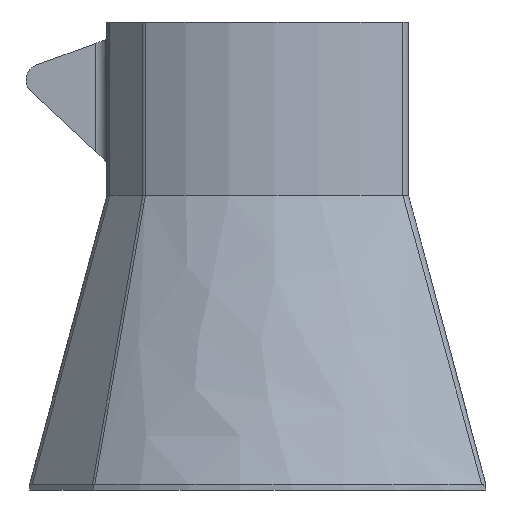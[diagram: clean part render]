
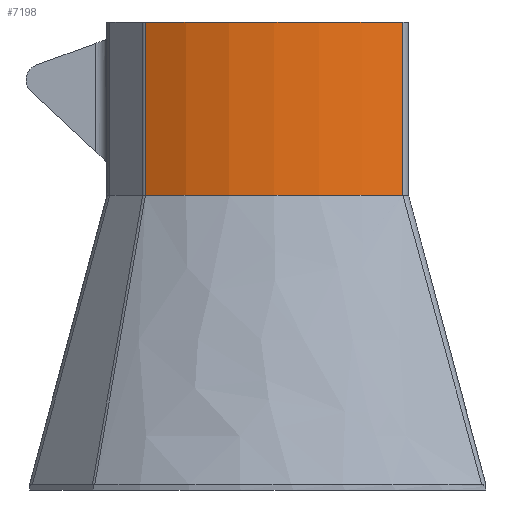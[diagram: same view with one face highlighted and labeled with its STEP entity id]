
A CAD part, left-side view. The second image highlights one B-rep face of the part: STEP entity #7198.
In plain terms, the highlighted cylindrical face has radius 44.433 mm (diameter 88.867 mm), a partial arc.
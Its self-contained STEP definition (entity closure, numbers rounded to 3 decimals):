
#1401 = PLANE('',#1402);
#1402 = AXIS2_PLACEMENT_3D('',#1403,#1404,#1405);
#1403 = CARTESIAN_POINT('',(0.,2.068,30.));
#1404 = DIRECTION('',(0.,0.,1.));
#1405 = DIRECTION('',(1.,0.,0.));
#3564 = VERTEX_POINT('',#3565);
#3565 = CARTESIAN_POINT('',(-34.772,22.431,30.));
#3580 = CYLINDRICAL_SURFACE('',#3581,2.);
#3581 = AXIS2_PLACEMENT_3D('',#3582,#3583,#3584);
#3582 = CARTESIAN_POINT('',(-33.046,21.422,30.));
#3583 = DIRECTION('',(-0.,-0.,-1.));
#3584 = DIRECTION('',(-0.664,0.747,0.));
#3592 = EDGE_CURVE('',#3593,#3564,#3595,.T.);
#3593 = VERTEX_POINT('',#3594);
#3594 = CARTESIAN_POINT('',(-34.967,-22.095,30.));
#3595 = SURFACE_CURVE('',#3596,(#3601,#3612),.PCURVE_S1.);
#3596 = CIRCLE('',#3597,44.433);
#3597 = AXIS2_PLACEMENT_3D('',#3598,#3599,#3600);
#3598 = CARTESIAN_POINT('',(3.583,0.,30.));
#3599 = DIRECTION('',(0.,0.,-1.));
#3600 = DIRECTION('',(1.,0.,0.));
#3601 = PCURVE('',#1401,#3602);
#3602 = DEFINITIONAL_REPRESENTATION('',(#3603),#3611);
#3603 = ( BOUNDED_CURVE() B_SPLINE_CURVE(2,(#3604,#3605,#3606,#3607,
#3608,#3609,#3610),.UNSPECIFIED.,.T.,.F.) B_SPLINE_CURVE_WITH_KNOTS((1,2
    ,2,2,2,1),(-2.094,0.,2.094,4.189,
6.283,8.378),.UNSPECIFIED.) CURVE() 
GEOMETRIC_REPRESENTATION_ITEM() RATIONAL_B_SPLINE_CURVE((1.,0.5,1.,0.5,
1.,0.5,1.)) REPRESENTATION_ITEM('') );
#3604 = CARTESIAN_POINT('',(48.017,-2.068));
#3605 = CARTESIAN_POINT('',(48.017,-79.029));
#3606 = CARTESIAN_POINT('',(-18.633,-40.549));
#3607 = CARTESIAN_POINT('',(-85.283,-2.068));
#3608 = CARTESIAN_POINT('',(-18.633,36.412));
#3609 = CARTESIAN_POINT('',(48.017,74.892));
#3610 = CARTESIAN_POINT('',(48.017,-2.068));
#3611 = ( GEOMETRIC_REPRESENTATION_CONTEXT(2) 
PARAMETRIC_REPRESENTATION_CONTEXT() REPRESENTATION_CONTEXT('2D SPACE',''
  ) );
#3612 = PCURVE('',#3613,#3618);
#3613 = CYLINDRICAL_SURFACE('',#3614,44.433);
#3614 = AXIS2_PLACEMENT_3D('',#3615,#3616,#3617);
#3615 = CARTESIAN_POINT('',(3.583,0.,0.));
#3616 = DIRECTION('',(-0.,-0.,-1.));
#3617 = DIRECTION('',(1.,0.,0.));
#3618 = DEFINITIONAL_REPRESENTATION('',(#3619),#3623);
#3619 = LINE('',#3620,#3621);
#3620 = CARTESIAN_POINT('',(-6.283,-30.));
#3621 = VECTOR('',#3622,1.);
#3622 = DIRECTION('',(1.,-0.));
#3623 = ( GEOMETRIC_REPRESENTATION_CONTEXT(2) 
PARAMETRIC_REPRESENTATION_CONTEXT() REPRESENTATION_CONTEXT('2D SPACE',''
  ) );
#3642 = CYLINDRICAL_SURFACE('',#3643,2.);
#3643 = AXIS2_PLACEMENT_3D('',#3644,#3645,#3646);
#3644 = CARTESIAN_POINT('',(-33.232,-21.1,30.));
#3645 = DIRECTION('',(-0.,-0.,-1.));
#3646 = DIRECTION('',(-0.868,-0.497,0.));
#6796 = EDGE_CURVE('',#3564,#6797,#6799,.T.);
#6797 = VERTEX_POINT('',#6798);
#6798 = CARTESIAN_POINT('',(-34.772,22.431,0.));
#6799 = SURFACE_CURVE('',#6800,(#6804,#6811),.PCURVE_S1.);
#6800 = LINE('',#6801,#6802);
#6801 = CARTESIAN_POINT('',(-34.772,22.431,30.));
#6802 = VECTOR('',#6803,1.);
#6803 = DIRECTION('',(-0.,-0.,-1.));
#6804 = PCURVE('',#3580,#6805);
#6805 = DEFINITIONAL_REPRESENTATION('',(#6806),#6810);
#6806 = LINE('',#6807,#6808);
#6807 = CARTESIAN_POINT('',(-0.315,0.));
#6808 = VECTOR('',#6809,1.);
#6809 = DIRECTION('',(-0.,1.));
#6810 = ( GEOMETRIC_REPRESENTATION_CONTEXT(2) 
PARAMETRIC_REPRESENTATION_CONTEXT() REPRESENTATION_CONTEXT('2D SPACE',''
  ) );
#6811 = PCURVE('',#3613,#6812);
#6812 = DEFINITIONAL_REPRESENTATION('',(#6813),#6817);
#6813 = LINE('',#6814,#6815);
#6814 = CARTESIAN_POINT('',(-2.612,-30.));
#6815 = VECTOR('',#6816,1.);
#6816 = DIRECTION('',(-0.,1.));
#6817 = ( GEOMETRIC_REPRESENTATION_CONTEXT(2) 
PARAMETRIC_REPRESENTATION_CONTEXT() REPRESENTATION_CONTEXT('2D SPACE',''
  ) );
#7198 = ADVANCED_FACE('',(#7199),#3613,.T.);
#7199 = FACE_BOUND('',#7200,.F.);
#7200 = EDGE_LOOP('',(#7201,#7243,#7244,#7245));
#7201 = ORIENTED_EDGE('',*,*,#7202,.T.);
#7202 = EDGE_CURVE('',#7203,#6797,#7205,.T.);
#7203 = VERTEX_POINT('',#7204);
#7204 = CARTESIAN_POINT('',(-34.967,-22.095,0.));
#7205 = SURFACE_CURVE('',#7206,(#7211,#7218),.PCURVE_S1.);
#7206 = CIRCLE('',#7207,44.433);
#7207 = AXIS2_PLACEMENT_3D('',#7208,#7209,#7210);
#7208 = CARTESIAN_POINT('',(3.583,0.,0.));
#7209 = DIRECTION('',(0.,0.,-1.));
#7210 = DIRECTION('',(1.,0.,0.));
#7211 = PCURVE('',#3613,#7212);
#7212 = DEFINITIONAL_REPRESENTATION('',(#7213),#7217);
#7213 = LINE('',#7214,#7215);
#7214 = CARTESIAN_POINT('',(-6.283,0.));
#7215 = VECTOR('',#7216,1.);
#7216 = DIRECTION('',(1.,-0.));
#7217 = ( GEOMETRIC_REPRESENTATION_CONTEXT(2) 
PARAMETRIC_REPRESENTATION_CONTEXT() REPRESENTATION_CONTEXT('2D SPACE',''
  ) );
#7218 = PCURVE('',#7219,#7238);
#7219 = B_SPLINE_SURFACE_WITH_KNOTS('',8,1,(
    (#7220,#7221)
    ,(#7222,#7223)
    ,(#7224,#7225)
    ,(#7226,#7227)
    ,(#7228,#7229)
    ,(#7230,#7231)
    ,(#7232,#7233)
    ,(#7234,#7235)
    ,(#7236,#7237
    )),.UNSPECIFIED.,.F.,.F.,.F.,(9,9),(2,2),(2.567,
    3.825),(0.,1.),.PIECEWISE_BEZIER_KNOTS.);
#7220 = CARTESIAN_POINT('',(-34.609,22.708,0.));
#7221 = CARTESIAN_POINT('',(-44.959,31.434,-50.));
#7222 = CARTESIAN_POINT('',(-37.684,17.537,0.));
#7223 = CARTESIAN_POINT('',(-49.9,23.803,-50.));
#7224 = CARTESIAN_POINT('',(-39.958,11.891,0.));
#7225 = CARTESIAN_POINT('',(-53.471,15.284,-50.));
#7226 = CARTESIAN_POINT('',(-41.346,5.913,0.));
#7227 = CARTESIAN_POINT('',(-55.484,6.165,
    -50.));
#7228 = CARTESIAN_POINT('',(-41.794,-0.234,0.));
#7229 = CARTESIAN_POINT('',(-55.827,-3.221,-50.));
#7230 = CARTESIAN_POINT('',(-41.283,-6.375,0.));
#7231 = CARTESIAN_POINT('',(-54.471,-12.514,
    -50.));
#7232 = CARTESIAN_POINT('',(-39.833,-12.338,0.));
#7233 = CARTESIAN_POINT('',(-51.484,-21.363,-50.));
#7234 = CARTESIAN_POINT('',(-37.501,-17.961,0.));
#7235 = CARTESIAN_POINT('',(-47.013,-29.445,-50.));
#7236 = CARTESIAN_POINT('',(-34.373,-23.1,0.));
#7237 = CARTESIAN_POINT('',(-41.276,-36.497,-50.));
#7238 = DEFINITIONAL_REPRESENTATION('',(#7239),#7242);
#7239 = B_SPLINE_CURVE_WITH_KNOTS('',1,(#7240,#7241),.UNSPECIFIED.,.F.,
  .F.,(2,2),(2.595,3.678),.PIECEWISE_BEZIER_KNOTS.);
#7240 = CARTESIAN_POINT('',(3.825,0.));
#7241 = CARTESIAN_POINT('',(2.567,0.));
#7242 = ( GEOMETRIC_REPRESENTATION_CONTEXT(2) 
PARAMETRIC_REPRESENTATION_CONTEXT() REPRESENTATION_CONTEXT('2D SPACE',''
  ) );
#7243 = ORIENTED_EDGE('',*,*,#6796,.F.);
#7244 = ORIENTED_EDGE('',*,*,#3592,.F.);
#7245 = ORIENTED_EDGE('',*,*,#7246,.T.);
#7246 = EDGE_CURVE('',#3593,#7203,#7247,.T.);
#7247 = SURFACE_CURVE('',#7248,(#7252,#7259),.PCURVE_S1.);
#7248 = LINE('',#7249,#7250);
#7249 = CARTESIAN_POINT('',(-34.967,-22.095,30.));
#7250 = VECTOR('',#7251,1.);
#7251 = DIRECTION('',(-0.,-0.,-1.));
#7252 = PCURVE('',#3613,#7253);
#7253 = DEFINITIONAL_REPRESENTATION('',(#7254),#7258);
#7254 = LINE('',#7255,#7256);
#7255 = CARTESIAN_POINT('',(-3.662,-30.));
#7256 = VECTOR('',#7257,1.);
#7257 = DIRECTION('',(-0.,1.));
#7258 = ( GEOMETRIC_REPRESENTATION_CONTEXT(2) 
PARAMETRIC_REPRESENTATION_CONTEXT() REPRESENTATION_CONTEXT('2D SPACE',''
  ) );
#7259 = PCURVE('',#3642,#7260);
#7260 = DEFINITIONAL_REPRESENTATION('',(#7261),#7265);
#7261 = LINE('',#7262,#7263);
#7262 = CARTESIAN_POINT('',(-0.,0.));
#7263 = VECTOR('',#7264,1.);
#7264 = DIRECTION('',(-0.,1.));
#7265 = ( GEOMETRIC_REPRESENTATION_CONTEXT(2) 
PARAMETRIC_REPRESENTATION_CONTEXT() REPRESENTATION_CONTEXT('2D SPACE',''
  ) );
